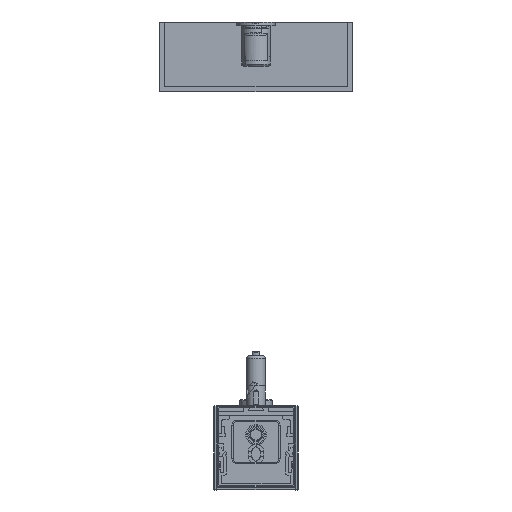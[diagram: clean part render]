
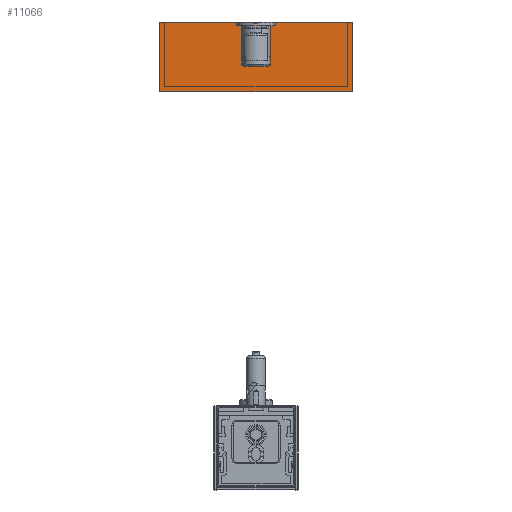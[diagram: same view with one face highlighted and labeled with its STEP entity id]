
A CAD part, front view. The second image highlights one B-rep face of the part: STEP entity #11066.
In plain terms, the highlighted planar face has unit normal (0, -1, 0).
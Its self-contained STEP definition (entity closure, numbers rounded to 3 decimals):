
#265=FACE_BOUND('',#1703,.T.);
#475=PLANE('',#12277);
#1045=FACE_OUTER_BOUND('',#1702,.T.);
#1702=EDGE_LOOP('',(#9690,#9691,#9692,#9693));
#1703=EDGE_LOOP('',(#9694));
#2413=CIRCLE('',#12273,3.8);
#3315=LINE('',#20098,#4170);
#3330=LINE('',#20140,#4185);
#3331=LINE('',#20142,#4186);
#3332=LINE('',#20143,#4187);
#4170=VECTOR('',#15403,10.);
#4185=VECTOR('',#15442,10.);
#4186=VECTOR('',#15443,10.);
#4187=VECTOR('',#15444,10.);
#5160=VERTEX_POINT('',#20096);
#5161=VERTEX_POINT('',#20097);
#5173=VERTEX_POINT('',#20129);
#5176=VERTEX_POINT('',#20139);
#5177=VERTEX_POINT('',#20141);
#6703=EDGE_CURVE('',#5160,#5161,#3315,.T.);
#6719=EDGE_CURVE('',#5173,#5173,#2413,.T.);
#6724=EDGE_CURVE('',#5161,#5176,#3330,.T.);
#6725=EDGE_CURVE('',#5176,#5177,#3331,.T.);
#6726=EDGE_CURVE('',#5160,#5177,#3332,.T.);
#9690=ORIENTED_EDGE('',*,*,#6724,.T.);
#9691=ORIENTED_EDGE('',*,*,#6725,.T.);
#9692=ORIENTED_EDGE('',*,*,#6726,.F.);
#9693=ORIENTED_EDGE('',*,*,#6703,.T.);
#9694=ORIENTED_EDGE('',*,*,#6719,.F.);
#11066=ADVANCED_FACE('',(#1045,#265),#475,.T.);
#12273=AXIS2_PLACEMENT_3D('',#20130,#15430,#15431);
#12277=AXIS2_PLACEMENT_3D('',#20138,#15440,#15441);
#15403=DIRECTION('',(-1.,0.,0.));
#15430=DIRECTION('center_axis',(0.,-1.,0.));
#15431=DIRECTION('ref_axis',(-1.,0.,0.));
#15440=DIRECTION('center_axis',(0.,-1.,0.));
#15441=DIRECTION('ref_axis',(0.,0.,
-1.));
#15442=DIRECTION('',(0.,0.,-1.));
#15443=DIRECTION('',(1.,0.,0.));
#15444=DIRECTION('',(0.,0.,-1.));
#20096=CARTESIAN_POINT('',(40.,527.8,159.85));
#20097=CARTESIAN_POINT('',(-40.,527.8,159.85));
#20098=CARTESIAN_POINT('',(-40.,527.8,159.85));
#20129=CARTESIAN_POINT('',(3.8,527.8,149.85));
#20130=CARTESIAN_POINT('Origin',(0.,527.8,149.85));
#20138=CARTESIAN_POINT('Origin',(40.,527.8,144.85));
#20139=CARTESIAN_POINT('',(-40.,527.8,130.85));
#20140=CARTESIAN_POINT('',(-40.,527.8,144.85));
#20141=CARTESIAN_POINT('',(40.,527.8,130.85));
#20142=CARTESIAN_POINT('',(40.,527.8,130.85));
#20143=CARTESIAN_POINT('',(40.,527.8,144.85));
